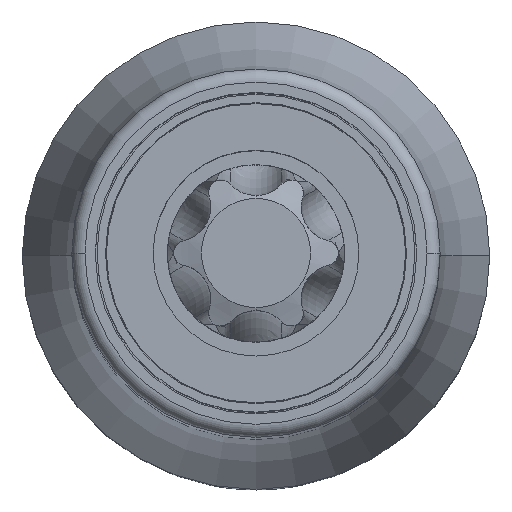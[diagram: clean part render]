
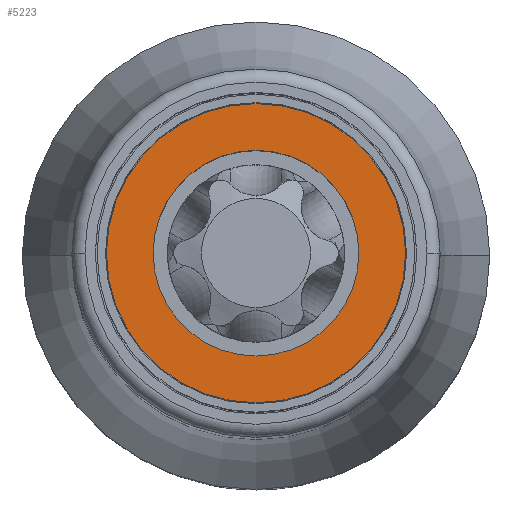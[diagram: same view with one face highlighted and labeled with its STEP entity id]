
A CAD part, top view. The second image highlights one B-rep face of the part: STEP entity #5223.
In plain terms, the highlighted planar face has unit normal (0, 0, 1).
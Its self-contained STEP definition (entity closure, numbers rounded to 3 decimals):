
#5118=CARTESIAN_POINT('',(0.,0.,10.));
#5119=DIRECTION('',(0.,0.,1.));
#5120=DIRECTION('',(0.,1.,0.));
#5121=AXIS2_PLACEMENT_3D('',#5118,#5119,#5120);
#5123=CARTESIAN_POINT('',(0.,0.,10.));
#5124=DIRECTION('',(0.,0.,-1.));
#5125=DIRECTION('',(0.,1.,0.));
#5126=AXIS2_PLACEMENT_3D('',#5123,#5124,#5125);
#5128=CARTESIAN_POINT('',(0.,0.,10.));
#5129=DIRECTION('',(0.,0.,-1.));
#5130=DIRECTION('',(0.,1.,0.));
#5131=AXIS2_PLACEMENT_3D('',#5128,#5129,#5130);
#5141=CARTESIAN_POINT('',(0.,0.,10.));
#5142=DIRECTION('',(0.,0.,1.));
#5143=DIRECTION('',(0.,1.,0.));
#5144=AXIS2_PLACEMENT_3D('',#5141,#5142,#5143);
#5147=CARTESIAN_POINT('',(0.,8.,10.));
#5149=VERTEX_POINT('',#5147);
#5150=CARTESIAN_POINT('',(0.,5.5,10.));
#5152=VERTEX_POINT('',#5150);
#5155=CARTESIAN_POINT('',(0.,-8.,10.));
#5157=VERTEX_POINT('',#5155);
#5158=CARTESIAN_POINT('',(0.,-5.5,10.));
#5160=VERTEX_POINT('',#5158);
#5208=CARTESIAN_POINT('',(0.,0.,10.));
#5209=DIRECTION('',(0.,0.,-1.));
#5210=DIRECTION('',(0.,-1.,0.));
#5211=AXIS2_PLACEMENT_3D('',#5208,#5209,#5210);
#5212=PLANE('',#5211);
#5213=ORIENTED_EDGE('',*,*,#5201,.F.);
#5214=ORIENTED_EDGE('',*,*,#5190,.T.);
#5215=EDGE_LOOP('',(#5213,#5214));
#5216=FACE_OUTER_BOUND('',#5215,.F.);
#5218=ORIENTED_EDGE('',*,*,#5217,.F.);
#5220=ORIENTED_EDGE('',*,*,#5219,.T.);
#5221=EDGE_LOOP('',(#5218,#5220));
#5222=FACE_BOUND('',#5221,.F.);
#5223=ADVANCED_FACE('',(#5216,#5222),#5212,.F.);
#5122=CIRCLE('',#5121,8.);
#5127=CIRCLE('',#5126,8.);
#5132=CIRCLE('',#5131,5.5);
#5145=CIRCLE('',#5144,5.5);
#5190=EDGE_CURVE('',#5149,#5157,#5127,.T.);
#5201=EDGE_CURVE('',#5149,#5157,#5122,.T.);
#5217=EDGE_CURVE('',#5152,#5160,#5132,.T.);
#5219=EDGE_CURVE('',#5152,#5160,#5145,.T.);
